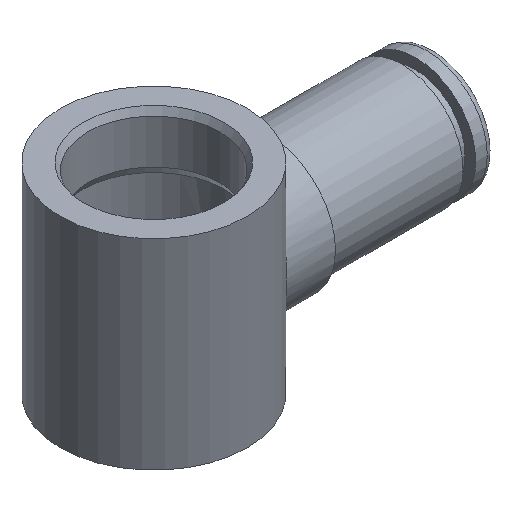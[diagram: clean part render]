
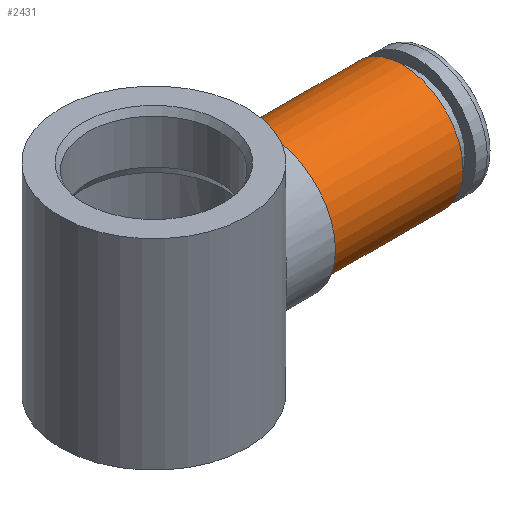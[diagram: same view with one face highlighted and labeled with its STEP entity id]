
A CAD part, isometric view. The second image highlights one B-rep face of the part: STEP entity #2431.
In plain terms, the highlighted cylindrical face has radius 4.55 mm (diameter 9.1 mm), a full revolution.
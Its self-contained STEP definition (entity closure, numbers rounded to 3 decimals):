
#473=ORIENTED_EDGE('',*,*,#591,.T.);
#474=ORIENTED_EDGE('',*,*,#590,.F.);
#518=CIRCLE('',#2369,4.55);
#519=CIRCLE('',#2371,4.55);
#554=VERTEX_POINT('',#2285);
#555=VERTEX_POINT('',#2288);
#590=EDGE_CURVE('',#554,#554,#518,.T.);
#591=EDGE_CURVE('',#555,#555,#519,.T.);
#651=EDGE_LOOP('',(#473));
#652=EDGE_LOOP('',(#474));
#723=FACE_BOUND('',#651,.T.);
#724=FACE_BOUND('',#652,.T.);
#843=DIRECTION('',(-1.,0.,0.));
#844=DIRECTION('',(0.,4.55,0.));
#845=DIRECTION('',(-1.,0.,0.));
#846=DIRECTION('',(0.,1.,0.));
#847=DIRECTION('',(-1.,0.,0.));
#848=DIRECTION('',(0.,4.55,0.));
#2285=CARTESIAN_POINT('',(15.755,-6.27,0.));
#2286=CARTESIAN_POINT('',(15.755,-10.82,0.));
#2287=CARTESIAN_POINT('',(25.755,-10.82,0.));
#2288=CARTESIAN_POINT('',(25.755,-6.27,0.));
#2289=CARTESIAN_POINT('',(25.755,-10.82,0.));
#2369=AXIS2_PLACEMENT_3D('',#2286,#843,#844);
#2370=AXIS2_PLACEMENT_3D('',#2287,#845,#846);
#2371=AXIS2_PLACEMENT_3D('',#2289,#847,#848);
#2402=CYLINDRICAL_SURFACE('',#2370,4.55);
#2431=ADVANCED_FACE('',(#723,#724),#2402,.T.);
